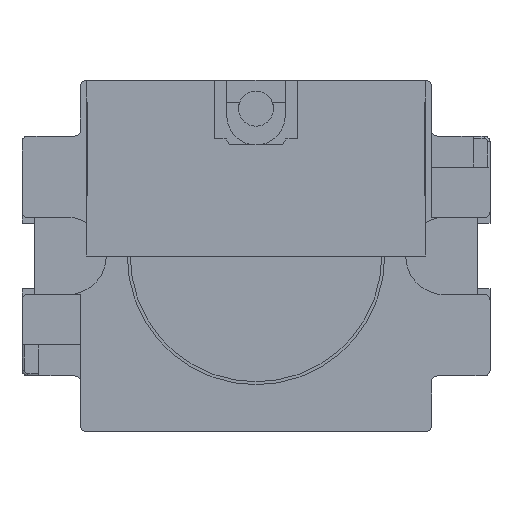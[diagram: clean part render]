
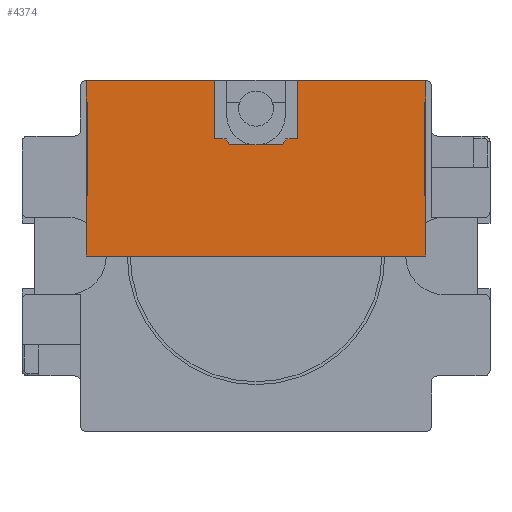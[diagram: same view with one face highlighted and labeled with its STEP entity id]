
A CAD part, front view. The second image highlights one B-rep face of the part: STEP entity #4374.
In plain terms, the highlighted planar face has unit normal (0, -1, 0).
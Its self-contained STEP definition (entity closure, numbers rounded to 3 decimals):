
#2599=DIRECTION('',(1.,0.,0.));
#2600=VECTOR('',#2599,29.);
#2601=CARTESIAN_POINT('',(-14.5,-11.85,0.));
#2602=LINE('',#2601,#2600);
#2631=DIRECTION('',(0.,0.,1.));
#2632=VECTOR('',#2631,5.15);
#2633=CARTESIAN_POINT('',(-14.5,-11.85,0.));
#2634=LINE('',#2633,#2632);
#2651=DIRECTION('',(0.,0.,1.));
#2652=VECTOR('',#2651,1.85);
#2653=CARTESIAN_POINT('',(-14.5,-11.85,13.15));
#2654=LINE('',#2653,#2652);
#2832=DIRECTION('',(1.,0.,0.));
#2833=VECTOR('',#2832,10.95);
#2834=CARTESIAN_POINT('',(-14.5,-11.85,15.));
#2835=LINE('',#2834,#2833);
#2892=DIRECTION('',(1.,0.,0.));
#2893=VECTOR('',#2892,10.95);
#2894=CARTESIAN_POINT('',(3.55,-11.85,15.));
#2895=LINE('',#2894,#2893);
#3377=DIRECTION('',(1.,0.,0.));
#3378=VECTOR('',#3377,0.076);
#3379=CARTESIAN_POINT('',(-14.5,-11.85,13.15));
#3380=LINE('',#3379,#3378);
#3389=DIRECTION('',(0.,0.,-1.));
#3390=VECTOR('',#3389,8.);
#3391=CARTESIAN_POINT('',(-14.424,-11.85,13.15));
#3392=LINE('',#3391,#3390);
#3397=DIRECTION('',(1.,0.,0.));
#3398=VECTOR('',#3397,0.076);
#3399=CARTESIAN_POINT('',(-14.5,-11.85,5.15));
#3400=LINE('',#3399,#3398);
#3405=DIRECTION('',(1.,0.,0.));
#3406=VECTOR('',#3405,0.076);
#3407=CARTESIAN_POINT('',(14.424,-11.85,5.15));
#3408=LINE('',#3407,#3406);
#3444=DIRECTION('',(0.,0.,1.));
#3445=VECTOR('',#3444,5.15);
#3446=CARTESIAN_POINT('',(14.5,-11.85,0.));
#3447=LINE('',#3446,#3445);
#3456=DIRECTION('',(0.,0.,1.));
#3457=VECTOR('',#3456,1.85);
#3458=CARTESIAN_POINT('',(14.5,-11.85,13.15));
#3459=LINE('',#3458,#3457);
#3480=DIRECTION('',(1.,0.,0.));
#3481=VECTOR('',#3480,0.076);
#3482=CARTESIAN_POINT('',(14.424,-11.85,13.15));
#3483=LINE('',#3482,#3481);
#3515=DIRECTION('',(0.,0.,-1.));
#3516=VECTOR('',#3515,8.);
#3517=CARTESIAN_POINT('',(14.424,-11.85,13.15));
#3518=LINE('',#3517,#3516);
#3571=DIRECTION('',(0.,0.,1.));
#3572=VECTOR('',#3571,5.);
#3573=CARTESIAN_POINT('',(3.55,-11.85,10.));
#3574=LINE('',#3573,#3572);
#3579=DIRECTION('',(1.,0.,0.));
#3580=VECTOR('',#3579,1.);
#3581=CARTESIAN_POINT('',(2.55,-11.85,10.));
#3582=LINE('',#3581,#3580);
#3587=DIRECTION('',(0.514,0.,0.857));
#3588=VECTOR('',#3587,0.583);
#3589=CARTESIAN_POINT('',(2.25,-11.85,9.5));
#3590=LINE('',#3589,#3588);
#3595=DIRECTION('',(1.,0.,0.));
#3596=VECTOR('',#3595,4.5);
#3597=CARTESIAN_POINT('',(-2.25,-11.85,9.5));
#3598=LINE('',#3597,#3596);
#3603=DIRECTION('',(0.514,0.,-0.857));
#3604=VECTOR('',#3603,0.583);
#3605=CARTESIAN_POINT('',(-2.55,-11.85,10.));
#3606=LINE('',#3605,#3604);
#3611=DIRECTION('',(1.,0.,0.));
#3612=VECTOR('',#3611,1.);
#3613=CARTESIAN_POINT('',(-3.55,-11.85,10.));
#3614=LINE('',#3613,#3612);
#3619=DIRECTION('',(0.,0.,-1.));
#3620=VECTOR('',#3619,5.);
#3621=CARTESIAN_POINT('',(-3.55,-11.85,15.));
#3622=LINE('',#3621,#3620);
#4260=CARTESIAN_POINT('',(-14.5,-11.85,0.));
#4261=CARTESIAN_POINT('',(14.5,-11.85,0.));
#4262=VERTEX_POINT('',#4260);
#4263=VERTEX_POINT('',#4261);
#4264=CARTESIAN_POINT('',(-14.5,-11.85,15.));
#4265=CARTESIAN_POINT('',(-3.55,-11.85,15.));
#4266=VERTEX_POINT('',#4264);
#4267=VERTEX_POINT('',#4265);
#4268=CARTESIAN_POINT('',(3.55,-11.85,15.));
#4269=CARTESIAN_POINT('',(14.5,-11.85,15.));
#4270=VERTEX_POINT('',#4268);
#4271=VERTEX_POINT('',#4269);
#4272=CARTESIAN_POINT('',(14.424,-11.85,13.15));
#4273=CARTESIAN_POINT('',(14.5,-11.85,13.15));
#4274=VERTEX_POINT('',#4272);
#4275=VERTEX_POINT('',#4273);
#4276=CARTESIAN_POINT('',(-14.5,-11.85,13.15));
#4277=CARTESIAN_POINT('',(-14.424,-11.85,13.15));
#4278=VERTEX_POINT('',#4276);
#4279=VERTEX_POINT('',#4277);
#4280=CARTESIAN_POINT('',(14.424,-11.85,5.15));
#4281=VERTEX_POINT('',#4280);
#4282=CARTESIAN_POINT('',(14.5,-11.85,5.15));
#4283=VERTEX_POINT('',#4282);
#4284=CARTESIAN_POINT('',(-14.5,-11.85,5.15));
#4285=VERTEX_POINT('',#4284);
#4286=CARTESIAN_POINT('',(-14.424,-11.85,5.15));
#4287=VERTEX_POINT('',#4286);
#4288=CARTESIAN_POINT('',(3.55,-11.85,10.));
#4289=VERTEX_POINT('',#4288);
#4290=CARTESIAN_POINT('',(2.55,-11.85,10.));
#4291=VERTEX_POINT('',#4290);
#4292=CARTESIAN_POINT('',(2.25,-11.85,9.5));
#4293=VERTEX_POINT('',#4292);
#4294=CARTESIAN_POINT('',(-2.25,-11.85,9.5));
#4295=VERTEX_POINT('',#4294);
#4296=CARTESIAN_POINT('',(-2.55,-11.85,10.));
#4297=VERTEX_POINT('',#4296);
#4298=CARTESIAN_POINT('',(-3.55,-11.85,10.));
#4299=VERTEX_POINT('',#4298);
#4328=CARTESIAN_POINT('',(0.,-11.85,0.));
#4329=DIRECTION('',(0.,-1.,0.));
#4330=DIRECTION('',(1.,0.,0.));
#4331=AXIS2_PLACEMENT_3D('',#4328,#4329,#4330);
#4332=PLANE('',#4331);
#4333=ORIENTED_EDGE('',*,*,#4305,.F.);
#4335=ORIENTED_EDGE('',*,*,#4334,.T.);
#4337=ORIENTED_EDGE('',*,*,#4336,.T.);
#4339=ORIENTED_EDGE('',*,*,#4338,.F.);
#4341=ORIENTED_EDGE('',*,*,#4340,.F.);
#4343=ORIENTED_EDGE('',*,*,#4342,.T.);
#4345=ORIENTED_EDGE('',*,*,#4344,.T.);
#4347=ORIENTED_EDGE('',*,*,#4346,.T.);
#4349=ORIENTED_EDGE('',*,*,#4348,.T.);
#4351=ORIENTED_EDGE('',*,*,#4350,.T.);
#4353=ORIENTED_EDGE('',*,*,#4352,.T.);
#4355=ORIENTED_EDGE('',*,*,#4354,.T.);
#4357=ORIENTED_EDGE('',*,*,#4356,.T.);
#4359=ORIENTED_EDGE('',*,*,#4358,.T.);
#4361=ORIENTED_EDGE('',*,*,#4360,.T.);
#4363=ORIENTED_EDGE('',*,*,#4362,.F.);
#4365=ORIENTED_EDGE('',*,*,#4364,.F.);
#4367=ORIENTED_EDGE('',*,*,#4366,.T.);
#4369=ORIENTED_EDGE('',*,*,#4368,.T.);
#4371=ORIENTED_EDGE('',*,*,#4370,.F.);
#4372=EDGE_LOOP('',(#4333,#4335,#4337,#4339,#4341,#4343,#4345,#4347,#4349,#4351,
#4353,#4355,#4357,#4359,#4361,#4363,#4365,#4367,#4369,#4371));
#4373=FACE_OUTER_BOUND('',#4372,.F.);
#4374=ADVANCED_FACE('',(#4373),#4332,.T.);
#4305=EDGE_CURVE('',#4262,#4263,#2602,.T.);
#4334=EDGE_CURVE('',#4262,#4285,#2634,.T.);
#4336=EDGE_CURVE('',#4285,#4287,#3400,.T.);
#4338=EDGE_CURVE('',#4279,#4287,#3392,.T.);
#4340=EDGE_CURVE('',#4278,#4279,#3380,.T.);
#4342=EDGE_CURVE('',#4278,#4266,#2654,.T.);
#4344=EDGE_CURVE('',#4266,#4267,#2835,.T.);
#4346=EDGE_CURVE('',#4267,#4299,#3622,.T.);
#4348=EDGE_CURVE('',#4299,#4297,#3614,.T.);
#4350=EDGE_CURVE('',#4297,#4295,#3606,.T.);
#4352=EDGE_CURVE('',#4295,#4293,#3598,.T.);
#4354=EDGE_CURVE('',#4293,#4291,#3590,.T.);
#4356=EDGE_CURVE('',#4291,#4289,#3582,.T.);
#4358=EDGE_CURVE('',#4289,#4270,#3574,.T.);
#4360=EDGE_CURVE('',#4270,#4271,#2895,.T.);
#4362=EDGE_CURVE('',#4275,#4271,#3459,.T.);
#4364=EDGE_CURVE('',#4274,#4275,#3483,.T.);
#4366=EDGE_CURVE('',#4274,#4281,#3518,.T.);
#4368=EDGE_CURVE('',#4281,#4283,#3408,.T.);
#4370=EDGE_CURVE('',#4263,#4283,#3447,.T.);
